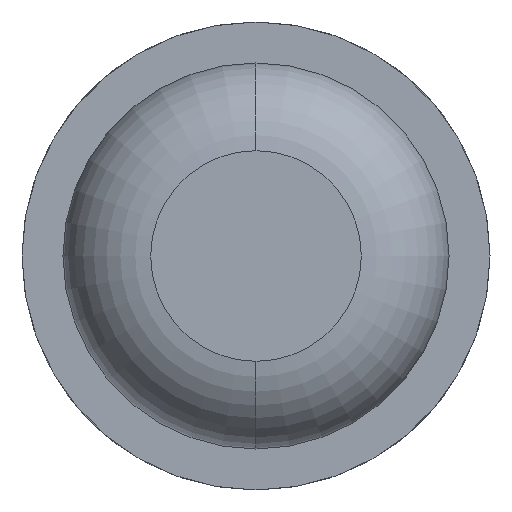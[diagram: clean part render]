
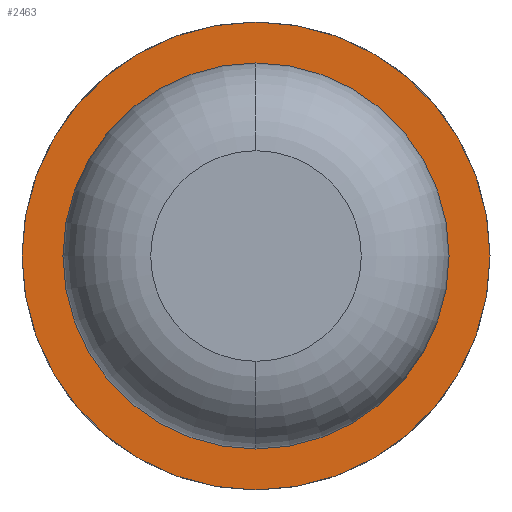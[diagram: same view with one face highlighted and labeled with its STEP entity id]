
A CAD part, front view. The second image highlights one B-rep face of the part: STEP entity #2463.
In plain terms, the highlighted planar face has unit normal (0, -1, 0).
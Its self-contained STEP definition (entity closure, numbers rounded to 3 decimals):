
#65 = EDGE_LOOP ( 'NONE', ( #553, #686 ) ) ;
#227 = AXIS2_PLACEMENT_3D ( 'NONE', #4998, #3300, #4161 ) ;
#264 = CARTESIAN_POINT ( 'NONE',  ( 0., -9., 0.825 ) ) ;
#270 = EDGE_CURVE ( 'Defeature ausgef�hrt1_75+Defeature ausgef�hrt1_71+Defeature ausgef�hrt1_71+Defeature ausgef�hrt1_71', #3889, #2953, #1909, .T. ) ;
#322 = CARTESIAN_POINT ( 'NONE',  ( 0., -9., 0. ) ) ;
#553 = ORIENTED_EDGE ( 'NONE', *, *, #710, .T. ) ;
#594 = EDGE_CURVE ( 'Defeature ausgef�hrt1_76+Defeature ausgef�hrt1_75+Defeature ausgef�hrt1_75+Defeature ausgef�hrt1_75', #2671, #3207, #4087, .T. ) ;
#686 = ORIENTED_EDGE ( 'NONE', *, *, #270, .T. ) ;
#710 = EDGE_CURVE ( 'Defeature ausgef�hrt1_75+Defeature ausgef�hrt1_71+Defeature ausgef�hrt1_71+Defeature ausgef�hrt1_71', #2953, #3889, #4867, .T. ) ;
#793 = DIRECTION ( 'NONE',  ( -1., 0., 0. ) ) ;
#798 = AXIS2_PLACEMENT_3D ( 'NONE', #1931, #3560, #3118 ) ;
#1033 = ORIENTED_EDGE ( 'NONE', *, *, #4518, .F. ) ;
#1495 = CARTESIAN_POINT ( 'NONE',  ( 0., -9., -0.825 ) ) ;
#1526 = CIRCLE ( 'NONE', #1794, 1. ) ;
#1693 = DIRECTION ( 'NONE',  ( 0., 1., 0. ) ) ;
#1794 = AXIS2_PLACEMENT_3D ( 'NONE', #5336, #2813, #793 ) ;
#1909 = CIRCLE ( 'NONE', #4051, 0.825 ) ;
#1931 = CARTESIAN_POINT ( 'NONE',  ( 0., -9., 0. ) ) ;
#2043 = DIRECTION ( 'NONE',  ( 0., 1., 0. ) ) ;
#2463 = ADVANCED_FACE ( 'Defeature ausgef�hrt1_75', ( #2915, #4604 ), #2493, .F. ) ;
#2493 = PLANE ( 'NONE',  #227 ) ;
#2671 = VERTEX_POINT ( 'NONE', #4776 ) ;
#2813 = DIRECTION ( 'NONE',  ( 0., 1., 0. ) ) ;
#2915 = FACE_OUTER_BOUND ( 'NONE', #4957, .T. ) ;
#2953 = VERTEX_POINT ( 'NONE', #264 ) ;
#3101 = ORIENTED_EDGE ( 'NONE', *, *, #594, .F. ) ;
#3118 = DIRECTION ( 'NONE',  ( -1., 0., 0. ) ) ;
#3207 = VERTEX_POINT ( 'NONE', #4089 ) ;
#3234 = DIRECTION ( 'NONE',  ( -1., 0., 0. ) ) ;
#3300 = DIRECTION ( 'NONE',  ( 0., 1., 0. ) ) ;
#3560 = DIRECTION ( 'NONE',  ( 0., 1., 0. ) ) ;
#3757 = DIRECTION ( 'NONE',  ( -1., 0., 0. ) ) ;
#3889 = VERTEX_POINT ( 'NONE', #1495 ) ;
#4051 = AXIS2_PLACEMENT_3D ( 'NONE', #5064, #1693, #3757 ) ;
#4082 = AXIS2_PLACEMENT_3D ( 'NONE', #322, #2043, #3234 ) ;
#4087 = CIRCLE ( 'NONE', #798, 1. ) ;
#4089 = CARTESIAN_POINT ( 'NONE',  ( -1., -9., 0. ) ) ;
#4161 = DIRECTION ( 'NONE',  ( -1., 0., 0. ) ) ;
#4518 = EDGE_CURVE ( 'Defeature ausgef�hrt1_76+Defeature ausgef�hrt1_75+Defeature ausgef�hrt1_75+Defeature ausgef�hrt1_75', #3207, #2671, #1526, .T. ) ;
#4604 = FACE_BOUND ( 'NONE', #65, .T. ) ;
#4776 = CARTESIAN_POINT ( 'NONE',  ( 1., -9., 0. ) ) ;
#4867 = CIRCLE ( 'NONE', #4082, 0.825 ) ;
#4957 = EDGE_LOOP ( 'NONE', ( #1033, #3101 ) ) ;
#4998 = CARTESIAN_POINT ( 'NONE',  ( 0.825, -9., 0. ) ) ;
#5064 = CARTESIAN_POINT ( 'NONE',  ( 0., -9., 0. ) ) ;
#5336 = CARTESIAN_POINT ( 'NONE',  ( 0., -9., 0. ) ) ;
